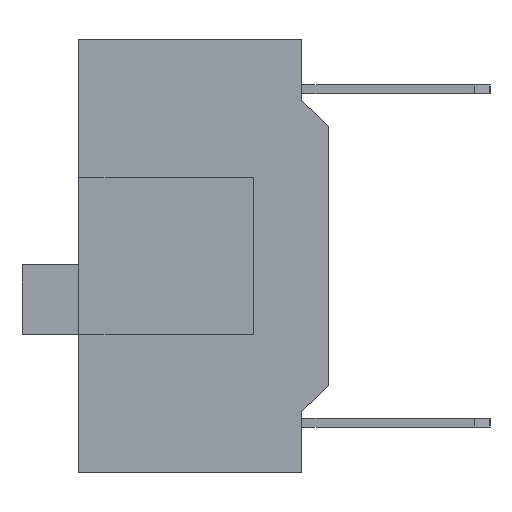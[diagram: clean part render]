
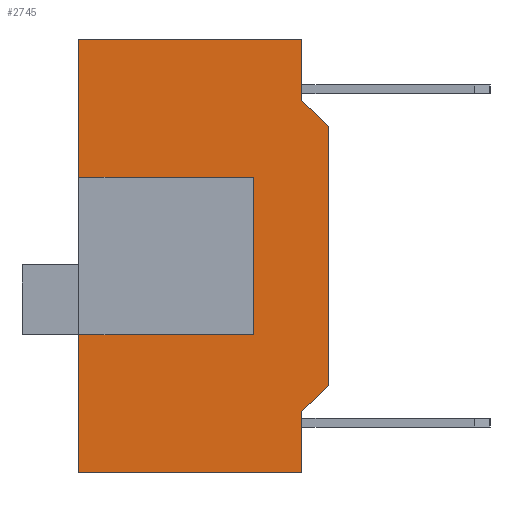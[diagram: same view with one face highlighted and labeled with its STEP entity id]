
A CAD part, left-side view. The second image highlights one B-rep face of the part: STEP entity #2745.
In plain terms, the highlighted planar face has unit normal (-1, 0, 0).
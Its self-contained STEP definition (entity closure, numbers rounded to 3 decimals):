
#1973 = EDGE_LOOP ( 'NONE', ( #2695, #2730, #2797, #3298, #2765, #3264, #3214, #3149, #3215, #2826, #3013, #25606 ) ) ;
#2215 = VERTEX_POINT ( 'NONE', #32136 ) ;
#2272 = VERTEX_POINT ( 'NONE', #32190 ) ;
#2336 = VERTEX_POINT ( 'NONE', #32199 ) ;
#2556 = EDGE_CURVE ( 'NONE', #2215, #2739, #32275, .T. ) ;
#2608 = EDGE_CURVE ( 'NONE', #28234, #30898, #32278, .T. ) ;
#2695 = ORIENTED_EDGE ( 'NONE', *, *, #2556, .F. ) ;
#2696 = EDGE_CURVE ( 'NONE', #2215, #28470, #32266, .T. ) ;
#2730 = ORIENTED_EDGE ( 'NONE', *, *, #2696, .T. ) ;
#2739 = VERTEX_POINT ( 'NONE', #32262 ) ;
#2745 = ADVANCED_FACE ( 'NONE', ( #32255 ), #32264, .T. ) ;
#2765 = ORIENTED_EDGE ( 'NONE', *, *, #30899, .T. ) ;
#2797 = ORIENTED_EDGE ( 'NONE', *, *, #28612, .T. ) ;
#2804 = EDGE_CURVE ( 'NONE', #30609, #2336, #32290, .T. ) ;
#2826 = ORIENTED_EDGE ( 'NONE', *, *, #3161, .F. ) ;
#3010 = EDGE_CURVE ( 'NONE', #2272, #30956, #32279, .T. ) ;
#3013 = ORIENTED_EDGE ( 'NONE', *, *, #28460, .T. ) ;
#3057 = EDGE_CURVE ( 'NONE', #2739, #28479, #32335, .T. ) ;
#3149 = ORIENTED_EDGE ( 'NONE', *, *, #3010, .T. ) ;
#3161 = EDGE_CURVE ( 'NONE', #28453, #30941, #32280, .T. ) ;
#3214 = ORIENTED_EDGE ( 'NONE', *, *, #3224, .F. ) ;
#3215 = ORIENTED_EDGE ( 'NONE', *, *, #30955, .T. ) ;
#3224 = EDGE_CURVE ( 'NONE', #2272, #2336, #32292, .T. ) ;
#3264 = ORIENTED_EDGE ( 'NONE', *, *, #2804, .T. ) ;
#3298 = ORIENTED_EDGE ( 'NONE', *, *, #2608, .T. ) ;
#8673 = CARTESIAN_POINT ( 'NONE',  ( -1.77, 5.7, -8.76 ) ) ;
#9301 = CARTESIAN_POINT ( 'NONE',  ( -1.77, 5.7, 1.14 ) ) ;
#9335 = DIRECTION ( 'NONE',  ( 0., 0., -1. ) ) ;
#9336 = VECTOR ( 'NONE', #9335, 1000. ) ;
#9337 = CARTESIAN_POINT ( 'NONE',  ( -1.77, 5.7, 1.14 ) ) ;
#9338 = LINE ( 'NONE', #9337, #9336 ) ;
#9365 = CARTESIAN_POINT ( 'NONE',  ( -1.77, 5.7, -2.01 ) ) ;
#9372 = CARTESIAN_POINT ( 'NONE',  ( -1.77, 5.7, -5.61 ) ) ;
#9720 = DIRECTION ( 'NONE',  ( 0., 0., -1. ) ) ;
#9721 = VECTOR ( 'NONE', #9720, 1000. ) ;
#9722 = CARTESIAN_POINT ( 'NONE',  ( -1.77, 5.7, 1.14 ) ) ;
#9724 = LINE ( 'NONE', #9722, #9721 ) ;
#19480 = CARTESIAN_POINT ( 'NONE',  ( -1.77, 0.6, -7.36 ) ) ;
#20933 = VECTOR ( 'NONE', #20938, 1000. ) ;
#20938 = DIRECTION ( 'NONE',  ( 0., 0., 1. ) ) ;
#20940 = CARTESIAN_POINT ( 'NONE',  ( -1.77, 0.6, -7.36 ) ) ;
#20963 = LINE ( 'NONE', #20940, #20933 ) ;
#20965 = CARTESIAN_POINT ( 'NONE',  ( -1.77, 0.6, -8.76 ) ) ;
#21206 = CARTESIAN_POINT ( 'NONE',  ( -1.77, 0.6, 1.14 ) ) ;
#21379 = LINE ( 'NONE', #21388, #21447 ) ;
#21387 = DIRECTION ( 'NONE',  ( 0., 0., 1. ) ) ;
#21388 = CARTESIAN_POINT ( 'NONE',  ( -1.77, 0.6, -0.26 ) ) ;
#21447 = VECTOR ( 'NONE', #21387, 1000. ) ;
#21448 = CARTESIAN_POINT ( 'NONE',  ( -1.77, 0.6, -0.26 ) ) ;
#25606 = ORIENTED_EDGE ( 'NONE', *, *, #3057, .F. ) ;
#28234 = VERTEX_POINT ( 'NONE', #8673 ) ;
#28453 = VERTEX_POINT ( 'NONE', #9301 ) ;
#28460 = EDGE_CURVE ( 'NONE', #28453, #28479, #9338, .T. ) ;
#28470 = VERTEX_POINT ( 'NONE', #9372 ) ;
#28479 = VERTEX_POINT ( 'NONE', #9365 ) ;
#28612 = EDGE_CURVE ( 'NONE', #28470, #28234, #9724, .T. ) ;
#30609 = VERTEX_POINT ( 'NONE', #19480 ) ;
#30898 = VERTEX_POINT ( 'NONE', #20965 ) ;
#30899 = EDGE_CURVE ( 'NONE', #30898, #30609, #20963, .T. ) ;
#30941 = VERTEX_POINT ( 'NONE', #21206 ) ;
#30955 = EDGE_CURVE ( 'NONE', #30956, #30941, #21379, .T. ) ;
#30956 = VERTEX_POINT ( 'NONE', #21448 ) ;
#32136 = CARTESIAN_POINT ( 'NONE',  ( -1.77, 1.7, -5.61 ) ) ;
#32190 = CARTESIAN_POINT ( 'NONE',  ( -1.77, 0., -0.86 ) ) ;
#32199 = CARTESIAN_POINT ( 'NONE',  ( -1.77, 0., -6.76 ) ) ;
#32247 = DIRECTION ( 'NONE',  ( 0., 1., 0. ) ) ;
#32248 = VECTOR ( 'NONE', #32247, 1000. ) ;
#32255 = FACE_OUTER_BOUND ( 'NONE', #1973, .T. ) ;
#32262 = CARTESIAN_POINT ( 'NONE',  ( -1.77, 1.7, -2.01 ) ) ;
#32264 = PLANE ( 'NONE',  #32302 ) ;
#32265 = CARTESIAN_POINT ( 'NONE',  ( -1.77, 1.7, -5.61 ) ) ;
#32266 = LINE ( 'NONE', #32265, #32248 ) ;
#32268 = DIRECTION ( 'NONE',  ( 0., -1., 0. ) ) ;
#32269 = VECTOR ( 'NONE', #32268, 1000. ) ;
#32272 = DIRECTION ( 'NONE',  ( 0., 0., 1. ) ) ;
#32273 = VECTOR ( 'NONE', #32272, 1000. ) ;
#32274 = CARTESIAN_POINT ( 'NONE',  ( -1.77, 1.7, -5.61 ) ) ;
#32275 = LINE ( 'NONE', #32274, #32273 ) ;
#32277 = CARTESIAN_POINT ( 'NONE',  ( -1.77, 5.7, -8.76 ) ) ;
#32278 = LINE ( 'NONE', #32277, #32269 ) ;
#32279 = LINE ( 'NONE', #32285, #32337 ) ;
#32280 = LINE ( 'NONE', #32331, #32330 ) ;
#32282 = DIRECTION ( 'NONE',  ( 0., -0.707, 0.707 ) ) ;
#32283 = VECTOR ( 'NONE', #32282, 1000. ) ;
#32284 = VECTOR ( 'NONE', #32325, 1000. ) ;
#32285 = CARTESIAN_POINT ( 'NONE',  ( -1.77, 0., -0.86 ) ) ;
#32286 = DIRECTION ( 'NONE',  ( 0., 0., 1. ) ) ;
#32287 = DIRECTION ( 'NONE',  ( -1., 0., 0. ) ) ;
#32288 = CARTESIAN_POINT ( 'NONE',  ( -1.77, 5.7, 1.14 ) ) ;
#32289 = CARTESIAN_POINT ( 'NONE',  ( -1.77, 0., -6.76 ) ) ;
#32290 = LINE ( 'NONE', #32289, #32283 ) ;
#32291 = CARTESIAN_POINT ( 'NONE',  ( -1.77, 0., 1.14 ) ) ;
#32292 = LINE ( 'NONE', #32291, #32284 ) ;
#32302 = AXIS2_PLACEMENT_3D ( 'NONE', #32288, #32287, #32286 ) ;
#32325 = DIRECTION ( 'NONE',  ( 0., 0., -1. ) ) ;
#32329 = DIRECTION ( 'NONE',  ( 0., -1., 0. ) ) ;
#32330 = VECTOR ( 'NONE', #32329, 1000. ) ;
#32331 = CARTESIAN_POINT ( 'NONE',  ( -1.77, 5.7, 1.14 ) ) ;
#32332 = DIRECTION ( 'NONE',  ( 0., 1., 0. ) ) ;
#32333 = VECTOR ( 'NONE', #32332, 1000. ) ;
#32334 = CARTESIAN_POINT ( 'NONE',  ( -1.77, 1.7, -2.01 ) ) ;
#32335 = LINE ( 'NONE', #32334, #32333 ) ;
#32336 = DIRECTION ( 'NONE',  ( 0., 0.707, 0.707 ) ) ;
#32337 = VECTOR ( 'NONE', #32336, 1000. ) ;
